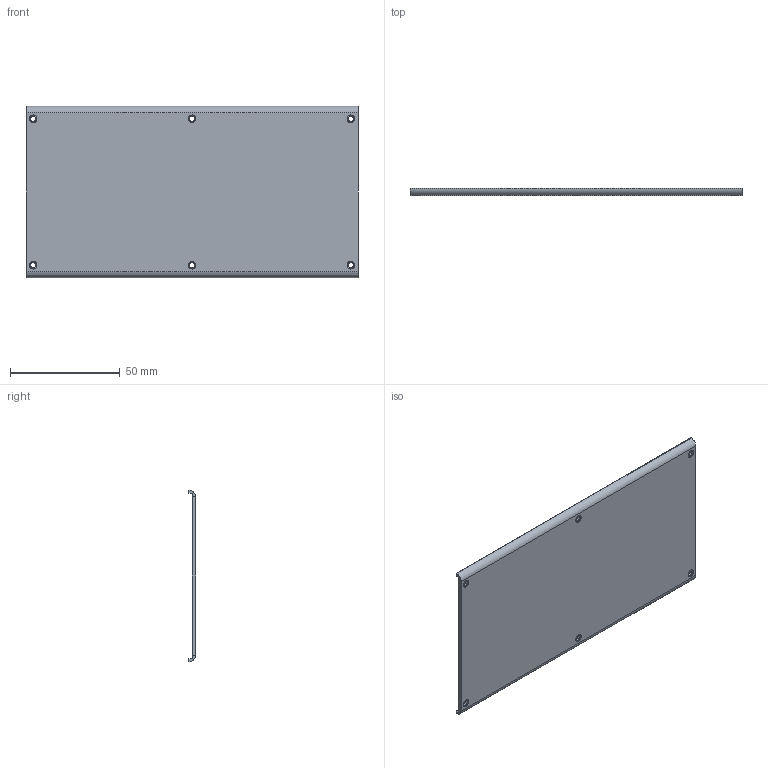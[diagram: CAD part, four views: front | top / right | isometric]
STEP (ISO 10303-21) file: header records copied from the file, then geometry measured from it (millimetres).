
FILE_DESCRIPTION (( 'STEP AP214' ), '1' );
FILE_NAME ('光影猫2 铝底壳 膜具板-v2.00.STEP', '2025-10-15T03:48:32', ( '' ), ( '' ), 'SwSTEP 2.0', 'SolidWorks 2024', '' );
FILE_SCHEMA (( 'AUTOMOTIVE_DESIGN' ));
Length unit declared in the file: millimetre
Products named in the file (1): 光影猫2 铝底壳 膜具板-v2.00
Bounding box: 151.5 x 3.2 x 78.3 mm (x, y, z)
Volume: 17928.6 mm3; surface area: 25039.1 mm2
Topology: 1 solids, 1 shells, 52 faces, 124 edges, 80 vertices
Faces by surface type: cylinder 28, plane 24
Entity records: 1567 total; most frequent: DIRECTION 286, CARTESIAN_POINT 257, ORIENTED_EDGE 248, EDGE_CURVE 124, AXIS2_PLACEMENT_3D 109, VERTEX_POINT 80, EDGE_LOOP 70, LINE 68
